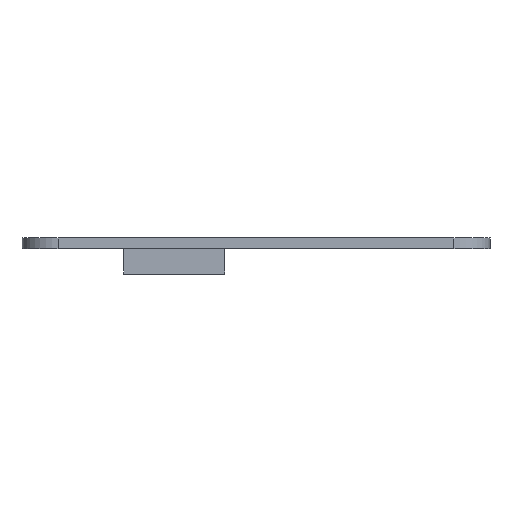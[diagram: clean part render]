
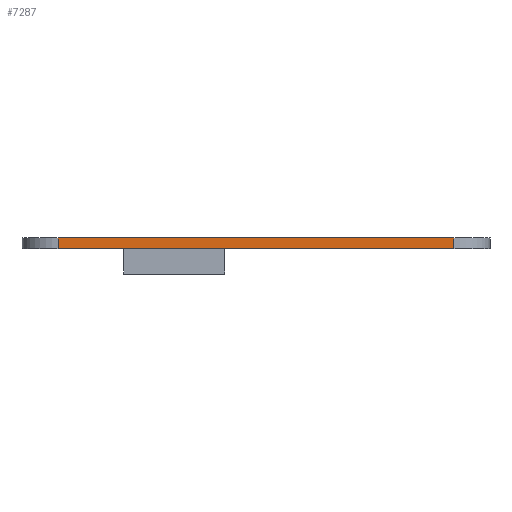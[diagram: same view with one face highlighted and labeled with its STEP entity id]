
A CAD part, left-side view. The second image highlights one B-rep face of the part: STEP entity #7287.
In plain terms, the highlighted planar face has unit normal (-1, 0, 0).
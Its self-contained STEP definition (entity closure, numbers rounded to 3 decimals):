
#1098=FACE_OUTER_BOUND('',#1536,.T.);
#1536=EDGE_LOOP('',(#6664,#6665,#6666,#6667));
#1563=LINE('',#8607,#2171);
#1677=LINE('',#10139,#2285);
#2145=LINE('',#14763,#2753);
#2146=LINE('',#14765,#2754);
#2171=VECTOR('',#7556,10.);
#2285=VECTOR('',#7714,10.);
#2753=VECTOR('',#8520,10.);
#2754=VECTOR('',#8523,10.);
#2825=VERTEX_POINT('',#8604);
#2826=VERTEX_POINT('',#8606);
#3117=VERTEX_POINT('',#10136);
#3118=VERTEX_POINT('',#10138);
#3541=EDGE_CURVE('',#2825,#2826,#1563,.T.);
#3834=EDGE_CURVE('',#3117,#3118,#1677,.T.);
#4591=EDGE_CURVE('',#3118,#2825,#2145,.T.);
#4592=EDGE_CURVE('',#2826,#3117,#2146,.T.);
#6664=ORIENTED_EDGE('',*,*,#4591,.F.);
#6665=ORIENTED_EDGE('',*,*,#3834,.F.);
#6666=ORIENTED_EDGE('',*,*,#4592,.F.);
#6667=ORIENTED_EDGE('',*,*,#3541,.F.);
#6905=PLANE('',#7521);
#7287=ADVANCED_FACE('',(#1098),#6905,.T.);
#7521=AXIS2_PLACEMENT_3D('',#14764,#8521,#8522);
#7556=DIRECTION('',(0.,-1.,0.));
#7714=DIRECTION('',(0.,1.,0.));
#8520=DIRECTION('',(0.,0.,1.));
#8521=DIRECTION('center_axis',(-1.,0.,0.));
#8522=DIRECTION('ref_axis',(0.,-1.,0.));
#8523=DIRECTION('',(0.,0.,-1.));
#8604=CARTESIAN_POINT('',(0.,-5.,1.5));
#8606=CARTESIAN_POINT('',(0.,-59.924,1.5));
#8607=CARTESIAN_POINT('',(0.,-64.924,1.5));
#10136=CARTESIAN_POINT('',(0.,-59.924,0.));
#10138=CARTESIAN_POINT('',(0.,-5.,0.));
#10139=CARTESIAN_POINT('',(0.,-64.924,0.));
#14763=CARTESIAN_POINT('',(0.,-5.,0.));
#14764=CARTESIAN_POINT('Origin',(0.,0.,0.));
#14765=CARTESIAN_POINT('',(0.,-59.924,0.));
